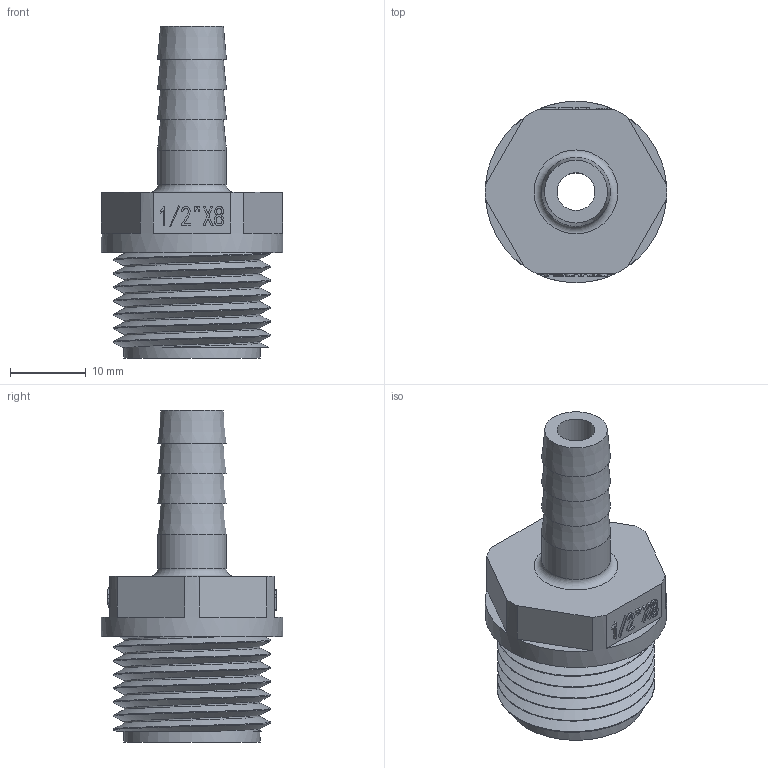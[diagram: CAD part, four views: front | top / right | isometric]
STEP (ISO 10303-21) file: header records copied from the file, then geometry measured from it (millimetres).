
FILE_DESCRIPTION(/* description */ (''),/* implementation_level */ '2;1');
FILE_NAME(/* name */ '1÷2X8外螺软接.stp',/* time_stamp */ '2024-01-20T15:23:00+08:00',/* author */ (''),/* organization */ (''),/* preprocessor_version */ 'ST-DEVELOPER v16',/* originating_system */ 'SIEMENS PLM Software NX 10.0',/* authorisation */ '');
FILE_SCHEMA (('AUTOMOTIVE_DESIGN { 1 0 10303 214 3 1 1 1 }'));
Length unit declared in the file: millimetre
Products named in the file (1): gelv1630FF26jagv
Bounding box: 24 x 24 x 43.9 mm (x, y, z)
Volume: 6165.8 mm3; surface area: 4745.5 mm2
Topology: 1 solids, 1 shells, 171 faces, 442 edges, 295 vertices
Faces by surface type: plane 97, extrusion 48, cylinder 19, cone 4, bspline 2, torus 1
Full cylindrical faces by diameter (mm): 1.3 x1, 1.734 x1, 5 x1, 9.1 x1, 12 x1, 18 x7, 24 x1
Entity records: 6940 total; most frequent: CARTESIAN_POINT 3375, ORIENTED_EDGE 808, DIRECTION 510, EDGE_CURVE 404, VERTEX_POINT 276, B_SPLINE_CURVE_WITH_KNOTS 264, EDGE_LOOP 200, VECTOR 192
